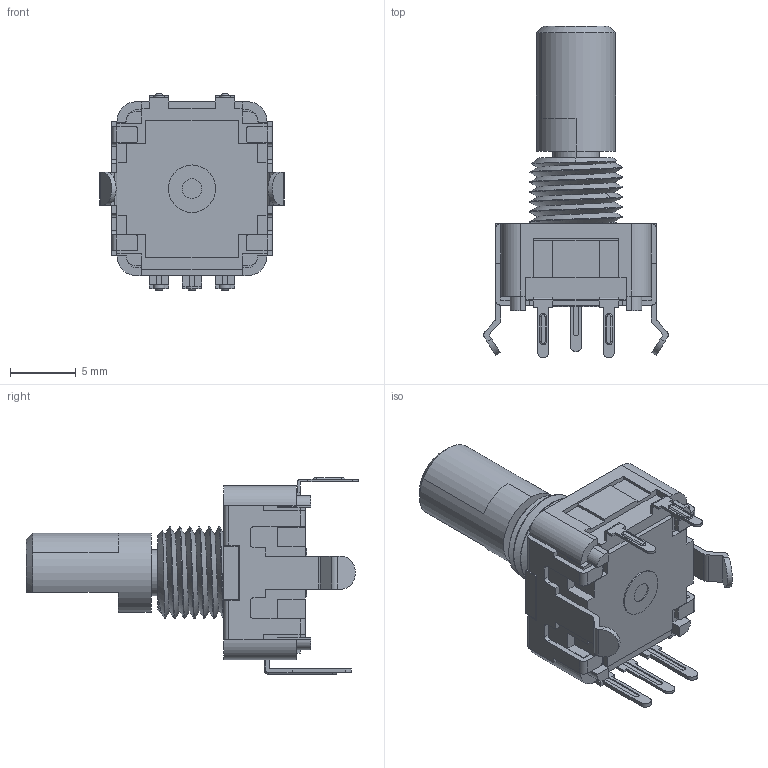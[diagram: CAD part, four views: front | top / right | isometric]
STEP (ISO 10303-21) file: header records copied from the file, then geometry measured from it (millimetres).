
FILE_DESCRIPTION((''),'2;1');
FILE_NAME('PEC11R-4X15F-S','2015-11-24T',('RICKB'),('Bourns, Inc.'),'PRO/ENGINEER BY PARAMETRIC TECHNOLOGY CORPORATION, 2012230','PRO/ENGINEER BY PARAMETRIC TECHNOLOGY CORPORATION, 2012230','');
FILE_SCHEMA(('CONFIG_CONTROL_DESIGN'));
Length unit declared in the file: millimetre
Products named in the file (1): PEC11R-4X15F-S
Bounding box: 14 x 25.2 x 14.9 mm (x, y, z)
Volume: 1233.9 mm3; surface area: 1538.7 mm2
Topology: 1 solids, 2 shells, 438 faces, 1203 edges, 787 vertices
Faces by surface type: plane 284, cylinder 128, torus 13, cone 9, bspline 4
Entity records: 15922 total; most frequent: CARTESIAN_POINT 4575, ORIENTED_EDGE 2406, DIRECTION 2306, EDGE_CURVE 1203, VECTOR 890, LINE 890, VERTEX_POINT 787, AXIS2_PLACEMENT_3D 708
